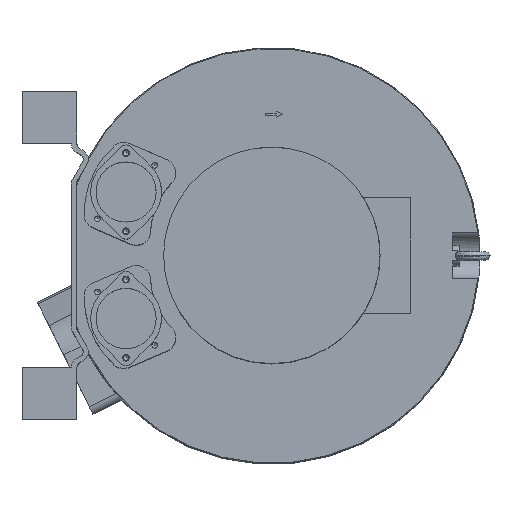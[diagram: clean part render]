
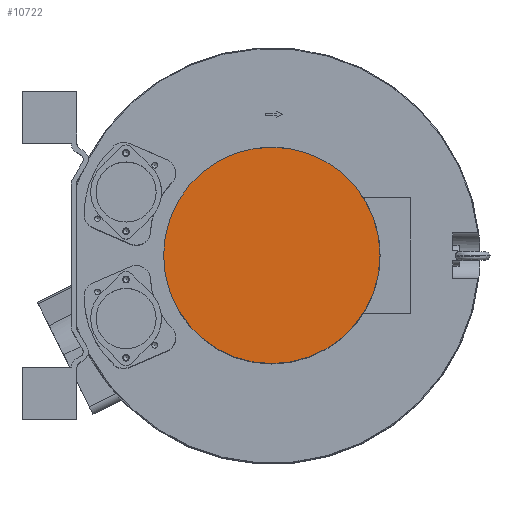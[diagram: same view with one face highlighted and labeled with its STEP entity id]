
A CAD part, top view. The second image highlights one B-rep face of the part: STEP entity #10722.
In plain terms, the highlighted planar face has unit normal (0, 0, 1).
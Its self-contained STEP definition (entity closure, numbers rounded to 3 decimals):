
#2698=FACE_OUTER_BOUND('',#3290,.T.);
#3290=EDGE_LOOP('',(#6732));
#3981=CIRCLE('',#11320,130.);
#4159=VERTEX_POINT('',#14164);
#5195=EDGE_CURVE('',#4159,#4159,#3981,.T.);
#6732=ORIENTED_EDGE('',*,*,#5195,.F.);
#9805=PLANE('',#11319);
#10722=ADVANCED_FACE('',(#2698),#9805,.F.);
#11319=AXIS2_PLACEMENT_3D('',#14163,#11951,#11952);
#11320=AXIS2_PLACEMENT_3D('',#14165,#11953,#11954);
#11951=DIRECTION('center_axis',(0.,0.,-1.));
#11952=DIRECTION('ref_axis',(-1.,0.,0.));
#11953=DIRECTION('center_axis',(0.,0.,-1.));
#11954=DIRECTION('ref_axis',(-1.,0.,0.));
#14163=CARTESIAN_POINT('Origin',(0.,0.,319.));
#14164=CARTESIAN_POINT('',(130.,0.,319.));
#14165=CARTESIAN_POINT('Origin',(0.,0.,319.));
